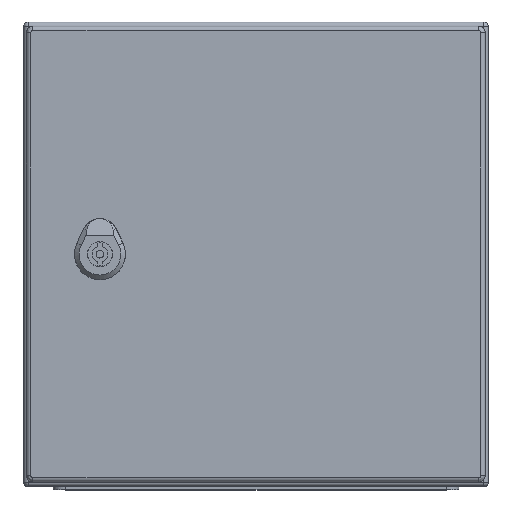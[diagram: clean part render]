
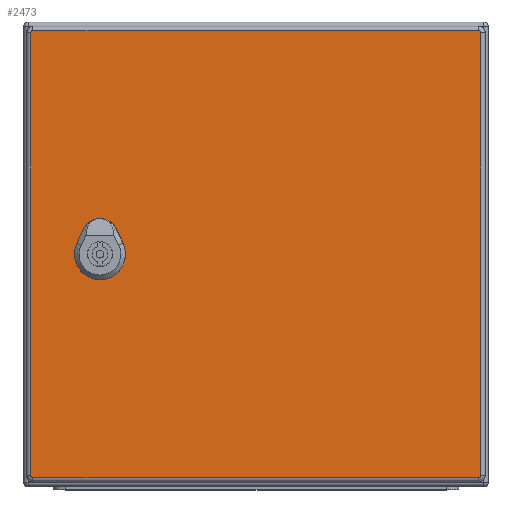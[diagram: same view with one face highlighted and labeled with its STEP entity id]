
A CAD part, top view. The second image highlights one B-rep face of the part: STEP entity #2473.
In plain terms, the highlighted face is planar.
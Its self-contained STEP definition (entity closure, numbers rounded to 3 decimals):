
#1488=FACE_BOUND('',#3745,.T.);
#1489=FACE_BOUND('',#3746,.T.);
#2035=CIRCLE('',#10288,11.25);
#2036=CIRCLE('',#10289,11.25);
#2037=CIRCLE('',#10290,11.25);
#2038=CIRCLE('',#10291,11.25);
#2039=CIRCLE('',#10292,1.4);
#2040=CIRCLE('',#10293,1.4);
#2041=CIRCLE('',#10294,1.4);
#2042=CIRCLE('',#10295,1.4);
#2473=ADVANCED_FACE('',(#1488,#1489),#2776,.F.);
#2776=PLANE('',#10296);
#3745=EDGE_LOOP('',(#5437,#5438,#5439,#5440,#5441,#5442,#5443,#5444));
#3746=EDGE_LOOP('',(#5445,#5446,#5447,#5448,#5449,#5450,#5451,#5452));
#5437=ORIENTED_EDGE('',*,*,#7901,.T.);
#5438=ORIENTED_EDGE('',*,*,#7902,.T.);
#5439=ORIENTED_EDGE('',*,*,#7903,.T.);
#5440=ORIENTED_EDGE('',*,*,#7904,.T.);
#5441=ORIENTED_EDGE('',*,*,#7905,.T.);
#5442=ORIENTED_EDGE('',*,*,#7906,.T.);
#5443=ORIENTED_EDGE('',*,*,#7907,.T.);
#5444=ORIENTED_EDGE('',*,*,#7908,.T.);
#5445=ORIENTED_EDGE('',*,*,#7909,.F.);
#5446=ORIENTED_EDGE('',*,*,#7910,.F.);
#5447=ORIENTED_EDGE('',*,*,#7911,.F.);
#5448=ORIENTED_EDGE('',*,*,#7912,.F.);
#5449=ORIENTED_EDGE('',*,*,#7913,.F.);
#5450=ORIENTED_EDGE('',*,*,#7914,.F.);
#5451=ORIENTED_EDGE('',*,*,#7915,.F.);
#5452=ORIENTED_EDGE('',*,*,#7916,.F.);
#6867=VERTEX_POINT('',#15277);
#6868=VERTEX_POINT('',#15278);
#6869=VERTEX_POINT('',#15280);
#6870=VERTEX_POINT('',#15282);
#6871=VERTEX_POINT('',#15284);
#6872=VERTEX_POINT('',#15286);
#6873=VERTEX_POINT('',#15288);
#6874=VERTEX_POINT('',#15290);
#6875=VERTEX_POINT('',#15293);
#6876=VERTEX_POINT('',#15294);
#6877=VERTEX_POINT('',#15296);
#6878=VERTEX_POINT('',#15298);
#6879=VERTEX_POINT('',#15300);
#6880=VERTEX_POINT('',#15302);
#6881=VERTEX_POINT('',#15304);
#6882=VERTEX_POINT('',#15306);
#7901=EDGE_CURVE('',#6867,#6868,#8731,.T.);
#7902=EDGE_CURVE('',#6868,#6869,#2035,.T.);
#7903=EDGE_CURVE('',#6869,#6870,#8732,.T.);
#7904=EDGE_CURVE('',#6870,#6871,#2036,.T.);
#7905=EDGE_CURVE('',#6871,#6872,#8733,.T.);
#7906=EDGE_CURVE('',#6872,#6873,#2037,.T.);
#7907=EDGE_CURVE('',#6873,#6874,#8734,.T.);
#7908=EDGE_CURVE('',#6874,#6867,#2038,.T.);
#7909=EDGE_CURVE('',#6875,#6876,#2039,.T.);
#7910=EDGE_CURVE('',#6877,#6875,#8735,.T.);
#7911=EDGE_CURVE('',#6878,#6877,#2040,.T.);
#7912=EDGE_CURVE('',#6879,#6878,#8736,.T.);
#7913=EDGE_CURVE('',#6880,#6879,#2041,.T.);
#7914=EDGE_CURVE('',#6881,#6880,#8737,.T.);
#7915=EDGE_CURVE('',#6882,#6881,#2042,.T.);
#7916=EDGE_CURVE('',#6876,#6882,#8738,.T.);
#8731=LINE('',#15276,#9417);
#8732=LINE('',#15281,#9418);
#8733=LINE('',#15285,#9419);
#8734=LINE('',#15289,#9420);
#8735=LINE('',#15295,#9421);
#8736=LINE('',#15299,#9422);
#8737=LINE('',#15303,#9423);
#8738=LINE('',#15307,#9424);
#9417=VECTOR('',#12321,1.);
#9418=VECTOR('',#12324,1.);
#9419=VECTOR('',#12327,1.);
#9420=VECTOR('',#12330,1.);
#9421=VECTOR('',#12335,1.);
#9422=VECTOR('',#12338,1.);
#9423=VECTOR('',#12341,1.);
#9424=VECTOR('',#12344,1.);
#10288=AXIS2_PLACEMENT_3D('',#15279,#12322,#12323);
#10289=AXIS2_PLACEMENT_3D('',#15283,#12325,#12326);
#10290=AXIS2_PLACEMENT_3D('',#15287,#12328,#12329);
#10291=AXIS2_PLACEMENT_3D('',#15291,#12331,#12332);
#10292=AXIS2_PLACEMENT_3D('',#15292,#12333,#12334);
#10293=AXIS2_PLACEMENT_3D('',#15297,#12336,#12337);
#10294=AXIS2_PLACEMENT_3D('',#15301,#12339,#12340);
#10295=AXIS2_PLACEMENT_3D('',#15305,#12342,#12343);
#10296=AXIS2_PLACEMENT_3D('',#15308,#12345,#12346);
#12321=DIRECTION('',(-1.,0.,0.));
#12322=DIRECTION('',(0.,0.,1.));
#12323=DIRECTION('',(1.,0.,0.));
#12324=DIRECTION('',(0.,-1.,0.));
#12325=DIRECTION('',(0.,0.,1.));
#12326=DIRECTION('',(1.,0.,0.));
#12327=DIRECTION('',(1.,0.,0.));
#12328=DIRECTION('',(0.,0.,1.));
#12329=DIRECTION('',(1.,0.,0.));
#12330=DIRECTION('',(0.,1.,0.));
#12331=DIRECTION('',(0.,0.,1.));
#12332=DIRECTION('',(1.,0.,0.));
#12333=DIRECTION('',(0.,0.,1.));
#12334=DIRECTION('',(1.,0.,0.));
#12335=DIRECTION('',(0.,-1.,0.));
#12336=DIRECTION('',(0.,0.,1.));
#12337=DIRECTION('',(1.,0.,0.));
#12338=DIRECTION('',(-1.,0.,0.));
#12339=DIRECTION('',(0.,0.,1.));
#12340=DIRECTION('',(1.,0.,0.));
#12341=DIRECTION('',(0.,1.,0.));
#12342=DIRECTION('',(0.,0.,1.));
#12343=DIRECTION('',(1.,0.,0.));
#12344=DIRECTION('',(1.,0.,0.));
#12345=DIRECTION('',(0.,0.,1.));
#12346=DIRECTION('',(1.,0.,0.));
#15276=CARTESIAN_POINT('',(-143.95,10.2,0.));
#15277=CARTESIAN_POINT('',(105.396,10.2,0.));
#15278=CARTESIAN_POINT('',(95.904,10.2,0.));
#15279=CARTESIAN_POINT('',(100.65,0.,0.));
#15280=CARTESIAN_POINT('',(90.45,4.746,0.));
#15281=CARTESIAN_POINT('',(90.45,143.,0.));
#15282=CARTESIAN_POINT('',(90.45,-4.746,0.));
#15283=CARTESIAN_POINT('',(100.65,0.,0.));
#15284=CARTESIAN_POINT('',(95.904,-10.2,0.));
#15285=CARTESIAN_POINT('',(-143.95,-10.2,0.));
#15286=CARTESIAN_POINT('',(105.396,-10.2,0.));
#15287=CARTESIAN_POINT('',(100.65,0.,0.));
#15288=CARTESIAN_POINT('',(110.85,-4.746,0.));
#15289=CARTESIAN_POINT('',(110.85,143.,0.));
#15290=CARTESIAN_POINT('',(110.85,4.746,0.));
#15291=CARTESIAN_POINT('',(100.65,0.,0.));
#15292=CARTESIAN_POINT('',(-143.95,-143.,0.));
#15293=CARTESIAN_POINT('',(-145.35,-143.,0.));
#15294=CARTESIAN_POINT('',(-143.95,-144.4,0.));
#15295=CARTESIAN_POINT('',(-145.35,143.,0.));
#15296=CARTESIAN_POINT('',(-145.35,143.,0.));
#15297=CARTESIAN_POINT('',(-143.95,143.,0.));
#15298=CARTESIAN_POINT('',(-143.95,144.4,0.));
#15299=CARTESIAN_POINT('',(143.95,144.4,0.));
#15300=CARTESIAN_POINT('',(143.95,144.4,0.));
#15301=CARTESIAN_POINT('',(143.95,143.,0.));
#15302=CARTESIAN_POINT('',(145.35,143.,0.));
#15303=CARTESIAN_POINT('',(145.35,-143.,0.));
#15304=CARTESIAN_POINT('',(145.35,-143.,0.));
#15305=CARTESIAN_POINT('',(143.95,-143.,0.));
#15306=CARTESIAN_POINT('',(143.95,-144.4,0.));
#15307=CARTESIAN_POINT('',(-143.95,-144.4,0.));
#15308=CARTESIAN_POINT('',(-143.95,143.,0.));
